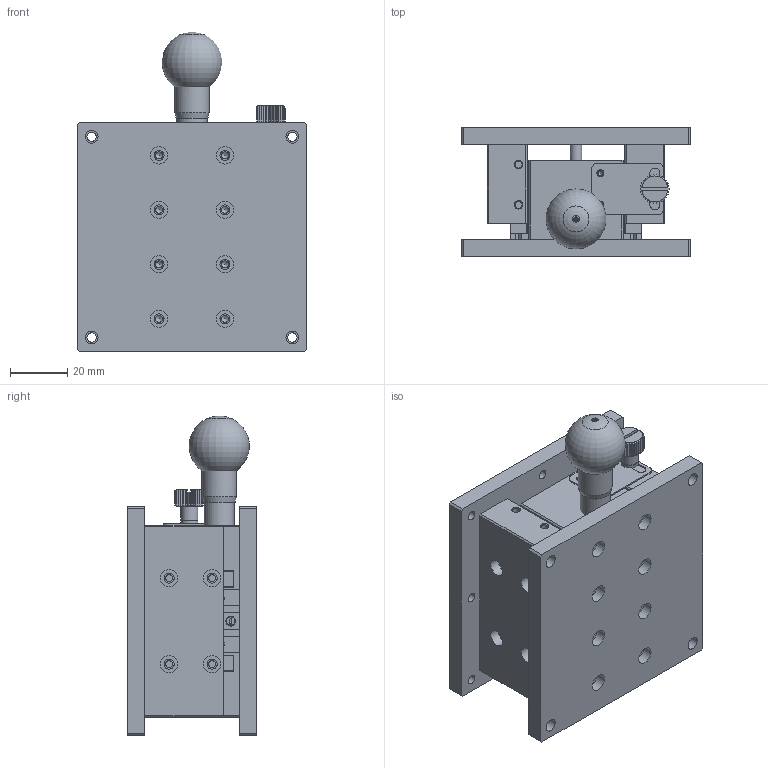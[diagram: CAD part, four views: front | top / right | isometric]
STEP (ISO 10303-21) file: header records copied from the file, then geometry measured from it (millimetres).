
FILE_DESCRIPTION (( 'STEP AP214' ), '1' );
FILE_NAME ('528868.STEP', '2024-10-17T08:37:45', ( 'Windows User' ), ( 'P R C' ), 'SwSTEP 2.0', 'SolidWorks 2020', '' );
FILE_SCHEMA (( 'AUTOMOTIVE_DESIGN' ));
Length unit declared in the file: millimetre
Products named in the file (1): 528868
Bounding box: 80 x 45 x 111.48 mm (x, y, z)
Volume: 169476.4 mm3; surface area: 62391.3 mm2
Topology: 3 solids, 4 shells, 1541 faces, 3378 edges, 1936 vertices
Faces by surface type: bspline 641, cylinder 386, plane 369, cone 144, torus 1
Full cylindrical faces by diameter (mm): 1.567 x10, 2 x4, 2.013 x8, 2.459 x22, 2.5 x10, 3 x9, 3.242 x17, 3.4 x8, 3.5 x16, 4 x3, 4.4 x16, 4.5 x4, 5 x9, 5.96 x4, 6 x15, 9 x1, 9.5 x1, 10.5 x1, 12.034 x1
Entity records: 61688 total; most frequent: CARTESIAN_POINT 27194, ORIENTED_EDGE 6202, DIRECTION 3652, EDGE_CURVE 3101, EDGE_LOOP 1919, VERTEX_POINT 1874, FACE_OUTER_BOUND 1700, ADVANCED_FACE 1541
